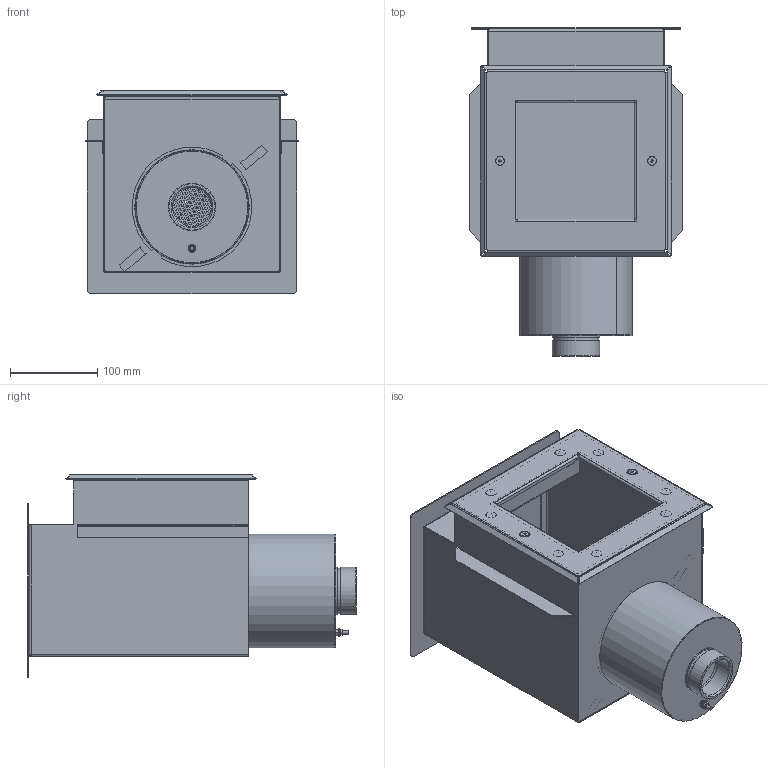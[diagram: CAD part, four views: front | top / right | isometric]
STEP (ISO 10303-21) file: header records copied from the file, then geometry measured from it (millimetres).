
FILE_DESCRIPTION (( 'STEP AP203' ), '1' );
FILE_NAME ('ÑÊ15.2 - Ñêèììåð ÑÊ 15ë.STEP', '2025-08-12T10:21:22', ( '' ), ( '' ), 'SwSTEP 2.0', 'SolidWorks 2022', '' );
FILE_SCHEMA (( 'CONFIG_CONTROL_DESIGN' ));
Length unit declared in the file: millimetre
Products named in the file (1): СК15.2 - Скиммер СК 15л
Bounding box: 244.5 x 376.2 x 233.4 mm (x, y, z)
Volume: 672969.1 mm3; surface area: 961055.6 mm2
Topology: 41 solids, 41 shells, 4573 faces, 13371 edges, 8806 vertices
Faces by surface type: plane 4238, cylinder 214, cone 85, bspline 16, torus 12, sphere 8
Full cylindrical faces by diameter (mm): 3.02 x2, 3.2 x2, 3.3 x5, 4 x1, 4.02 x10, 4.2 x2, 4.3 x2, 5 x10, 6 x14, 7 x20, 7.5 x4, 9 x2, 9.64 x2, 11.57 x10, 20 x1, 44.845 x1, 47.8 x1, 51 x2, 52 x1, 54 x2, 130 x1, 131 x1
Entity records: 151419 total; most frequent: CARTESIAN_POINT 45531, ORIENTED_EDGE 26134, DIRECTION 16652, EDGE_CURVE 13067, VERTEX_POINT 8707, EDGE_LOOP 6660, LINE 6364, VECTOR 6364
